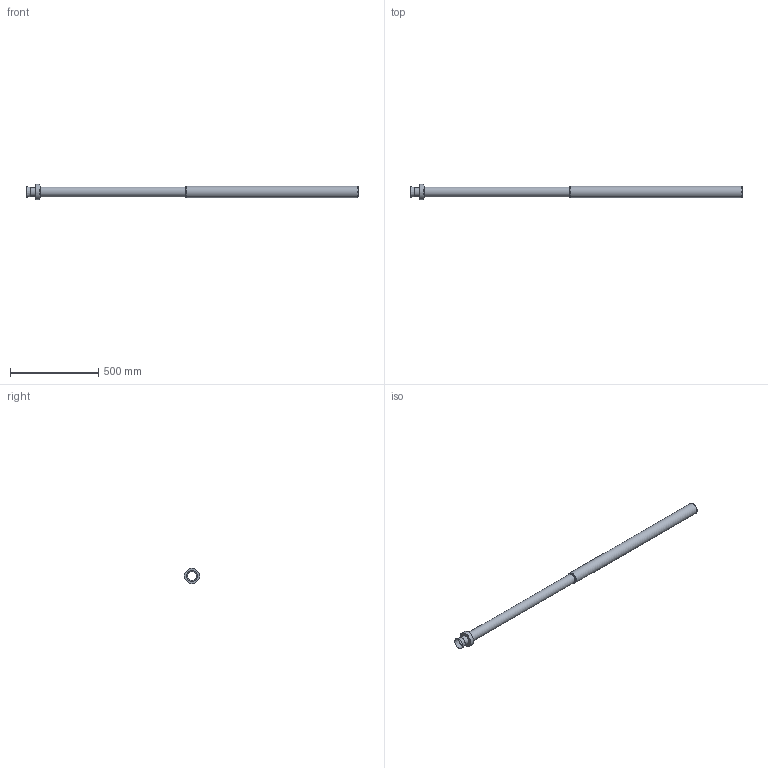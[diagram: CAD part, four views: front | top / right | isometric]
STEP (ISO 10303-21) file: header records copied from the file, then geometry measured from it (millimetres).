
FILE_DESCRIPTION(/* description */ ('STEP AP242','CAx-IF Rec.Pracs.---Representation and Presentation of Product Manufacturing Information (PMI)---4.0---2014-10-13','CAx-IF Rec.Pracs.---3D Tessellated Geometry---0.4---2014-09-14','2;1'),/* implementation_level */ '2;1');
FILE_NAME(/* name */ '61f6b6e41218122d01937b89',/* time_stamp */ '2022-01-30T16:03:49+00:00',/* author */ (''),/* organization */ (''),/* preprocessor_version */ 'ST-DEVELOPER v18.101',/* originating_system */ ' ',/* authorisation */ ' ');
FILE_SCHEMA (('AP242_MANAGED_MODEL_BASED_3D_ENGINEERING_MIM_LF { 1 0 10303 442 1 1 4 }'));
Length unit declared in the file: metre
Products named in the file (1): control_rod
Bounding box: 1877.04 x 86.43 x 86.43 mm (x, y, z)
Volume: 793069.3 mm3; surface area: 993605.3 mm2
Topology: 1 solids, 2 shells, 20 faces, 36 edges, 20 vertices
Faces by surface type: cylinder 9, torus 5, plane 4, cone 2
Full cylindrical faces by diameter (mm): 49.022 x1, 50.8 x2, 54.713 x1, 60.045 x1, 60.782 x1, 61.722 x1, 63.5 x1, 86.432 x1
Entity records: 432 total; most frequent: DIRECTION 82, CARTESIAN_POINT 61, AXIS2_PLACEMENT_3D 41, ORIENTED_EDGE 40, EDGE_LOOP 40, FACE_BOUND 40, EDGE_CURVE 20, VERTEX_POINT 20
